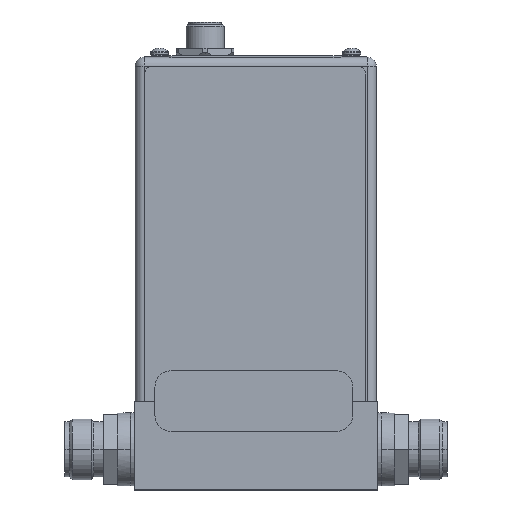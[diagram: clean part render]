
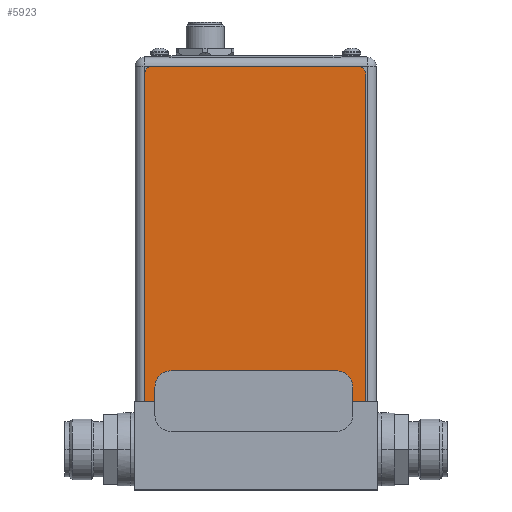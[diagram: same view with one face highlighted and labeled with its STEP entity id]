
A CAD part, top view. The second image highlights one B-rep face of the part: STEP entity #5923.
In plain terms, the highlighted planar face has unit normal (0, 0, 1).
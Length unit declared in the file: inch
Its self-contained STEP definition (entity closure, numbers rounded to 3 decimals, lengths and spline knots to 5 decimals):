
#5744=DIRECTION('',(0.,1.,0.));
#5745=VECTOR('',#5744,4.04);
#5746=CARTESIAN_POINT('',(2.73,0.,0.004));
#5747=LINE('',#5746,#5745);
#5752=DIRECTION('',(1.,0.,0.));
#5753=VECTOR('',#5752,2.73);
#5754=CARTESIAN_POINT('',(0.,0.,0.004));
#5755=LINE('',#5754,#5753);
#5756=DIRECTION('',(0.,-1.,0.));
#5757=VECTOR('',#5756,4.04);
#5758=CARTESIAN_POINT('',(0.,4.04,0.004));
#5759=LINE('',#5758,#5757);
#5768=DIRECTION('',(-1.,0.,0.));
#5769=VECTOR('',#5768,2.53);
#5770=CARTESIAN_POINT('',(2.63,4.14,0.004));
#5771=LINE('',#5770,#5769);
#5772=CARTESIAN_POINT('',(2.63,4.04,0.004));
#5773=DIRECTION('',(0.,0.,-1.));
#5774=DIRECTION('',(0.,1.,0.));
#5775=AXIS2_PLACEMENT_3D('',#5772,#5773,#5774);
#5777=CARTESIAN_POINT('',(0.1,4.04,0.004));
#5778=DIRECTION('',(0.,0.,-1.));
#5779=DIRECTION('',(-1.,0.,0.));
#5780=AXIS2_PLACEMENT_3D('',#5777,#5778,#5779);
#5794=CARTESIAN_POINT('',(2.73,4.04,0.004));
#5795=VERTEX_POINT('',#5794);
#5796=CARTESIAN_POINT('',(2.63,4.14,0.004));
#5797=VERTEX_POINT('',#5796);
#5798=CARTESIAN_POINT('',(2.73,0.,0.004));
#5799=VERTEX_POINT('',#5798);
#5800=CARTESIAN_POINT('',(0.,0.,0.004));
#5801=VERTEX_POINT('',#5800);
#5802=CARTESIAN_POINT('',(0.,4.04,0.004));
#5803=VERTEX_POINT('',#5802);
#5804=CARTESIAN_POINT('',(0.1,4.14,0.004));
#5805=VERTEX_POINT('',#5804);
#5910=CARTESIAN_POINT('',(0.,0.,0.004));
#5911=DIRECTION('',(0.,0.,1.));
#5912=DIRECTION('',(1.,0.,0.));
#5913=AXIS2_PLACEMENT_3D('',#5910,#5911,#5912);
#5914=PLANE('',#5913);
#5915=ORIENTED_EDGE('',*,*,#5834,.T.);
#5916=ORIENTED_EDGE('',*,*,#5850,.F.);
#5917=ORIENTED_EDGE('',*,*,#5863,.F.);
#5918=ORIENTED_EDGE('',*,*,#5876,.F.);
#5919=ORIENTED_EDGE('',*,*,#5891,.T.);
#5920=ORIENTED_EDGE('',*,*,#5903,.F.);
#5921=EDGE_LOOP('',(#5915,#5916,#5917,#5918,#5919,#5920));
#5922=FACE_OUTER_BOUND('',#5921,.F.);
#5923=ADVANCED_FACE('',(#5922),#5914,.T.);
#5776=CIRCLE('',#5775,0.1);
#5781=CIRCLE('',#5780,0.1);
#5834=EDGE_CURVE('',#5797,#5795,#5776,.T.);
#5850=EDGE_CURVE('',#5799,#5795,#5747,.T.);
#5863=EDGE_CURVE('',#5801,#5799,#5755,.T.);
#5876=EDGE_CURVE('',#5803,#5801,#5759,.T.);
#5891=EDGE_CURVE('',#5803,#5805,#5781,.T.);
#5903=EDGE_CURVE('',#5797,#5805,#5771,.T.);
